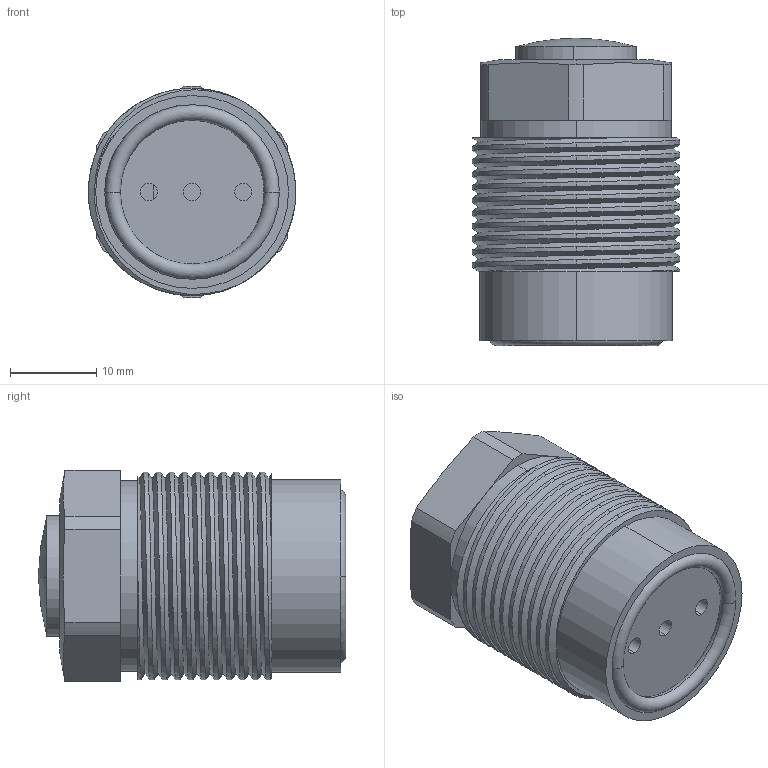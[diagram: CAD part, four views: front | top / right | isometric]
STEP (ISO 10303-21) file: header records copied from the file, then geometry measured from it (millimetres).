
FILE_DESCRIPTION (( 'STEP AP214' ), '1' );
FILE_NAME ('CTC-K024RS.STEP', '2018-10-27T07:18:33', ( '' ), ( '' ), 'SwSTEP 2.0', 'SolidWorks 2016', '' );
FILE_SCHEMA (( 'AUTOMOTIVE_DESIGN' ));
Length unit declared in the file: millimetre
Products named in the file (4): CTC-K024(0); CTC-K024RS(HSG); CTC-K024-AS(BT); CTC-K024RS
Assembly tree (3 placements, depth 2):
  CTC-K024RS
    CTC-K024-AS(BT)
    CTC-K024RS(HSG)
    CTC-K024(0)
Bounding box: 23.98 x 35.54 x 24.5 mm (x, y, z)
Volume: 12346.4 mm3; surface area: 7869.4 mm2
Topology: 3 solids, 3 shells, 80 faces, 200 edges, 130 vertices
Faces by surface type: cylinder 49, plane 21, torus 4, cone 2, bspline 2, sphere 2
Entity records: 4268 total; most frequent: CARTESIAN_POINT 2272, ORIENTED_EDGE 400, DIRECTION 392, EDGE_CURVE 200, AXIS2_PLACEMENT_3D 162, VERTEX_POINT 130, EDGE_LOOP 92, FACE_OUTER_BOUND 80
